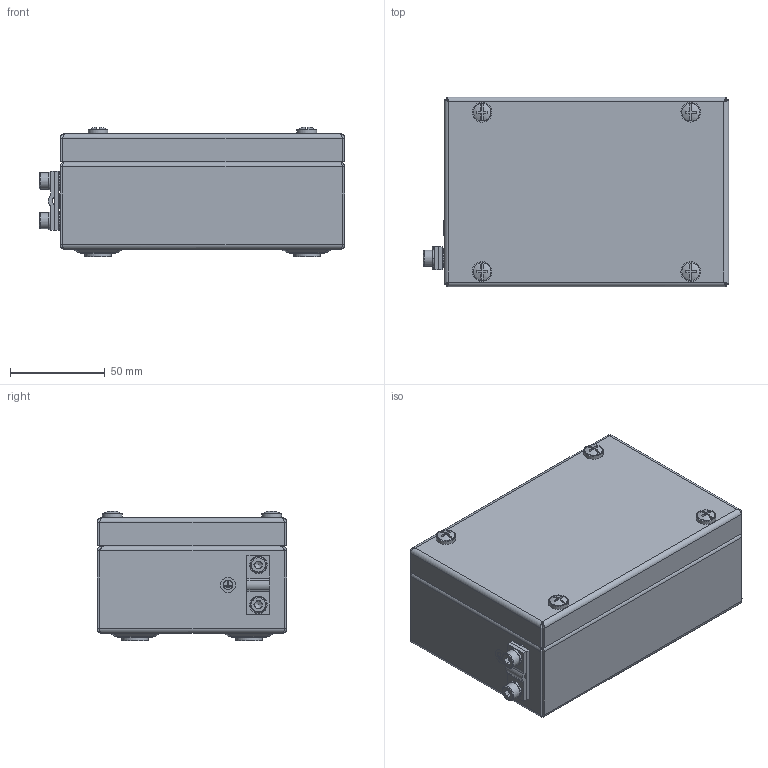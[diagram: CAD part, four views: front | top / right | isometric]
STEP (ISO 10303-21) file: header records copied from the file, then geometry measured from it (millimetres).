
FILE_DESCRIPTION(/* description */ ('STEP AP214'),/* implementation_level */ '2;1');
FILE_NAME(/* name */ '21151006000-RST.stp',/* time_stamp */ '2021-09-08T13:26:47+02:00',/* author */ ('sl'),/* organization */ (''),/* preprocessor_version */ 'ST-DEVELOPER v16.5',/* originating_system */ 'Autodesk Inventor 2017',/* authorisation */ '');
FILE_SCHEMA (('AUTOMOTIVE_DESIGN { 1 0 10303 214 3 1 1 }'));
Length unit declared in the file: millimetre
Products named in the file (17): Ex-Edelstahl-Gehäuse-02-BG-0001-21151006000; 95947; 93238; 83015; 95498; 56090_Ex; 42025_Ex; 82198_37.101006; 41070; 93379; 93216; 92081; 56070_Ex; 42107; 42017_Ex; 86003_Bl.1,25; 94753
Assembly tree (38 placements, depth 3):
  Ex-Edelstahl-Gehäuse-02-BG-0001-21151006000
    95947
    93238  x2
    83015  x2
    92081  x3
    94753  x4
    86003_Bl.1,25  x2
    95498
    56090_Ex
      82198_37.101006  x4
      42025_Ex
      93216  x4
      41070  x4
      93379
    56070_Ex
      86003_Bl.1,25  x4
      42107  x2
      42017_Ex
Bounding box: 161 x 100 x 68.36 mm (x, y, z)
Volume: 114545.1 mm3; surface area: 166050.8 mm2
Topology: 36 solids, 36 shells, 951 faces, 2046 edges, 1225 vertices
Faces by surface type: plane 484, cylinder 254, bspline 100, cone 57, torus 32, sphere 24
Full cylindrical faces by diameter (mm): 1.9 x1, 4.2 x6, 4.7 x3, 5 x11, 5.9 x6, 6 x1, 6.5 x4, 7 x13, 7.1 x6, 8 x11, 8.5 x6, 9 x6, 10 x10, 10.4 x4, 14 x4
Entity records: 20813 total; most frequent: CARTESIAN_POINT 8520, DIRECTION 2418, ORIENTED_EDGE 2322, EDGE_CURVE 1161, AXIS2_PLACEMENT_3D 892, VERTEX_POINT 708, EDGE_LOOP 681, LINE 634
